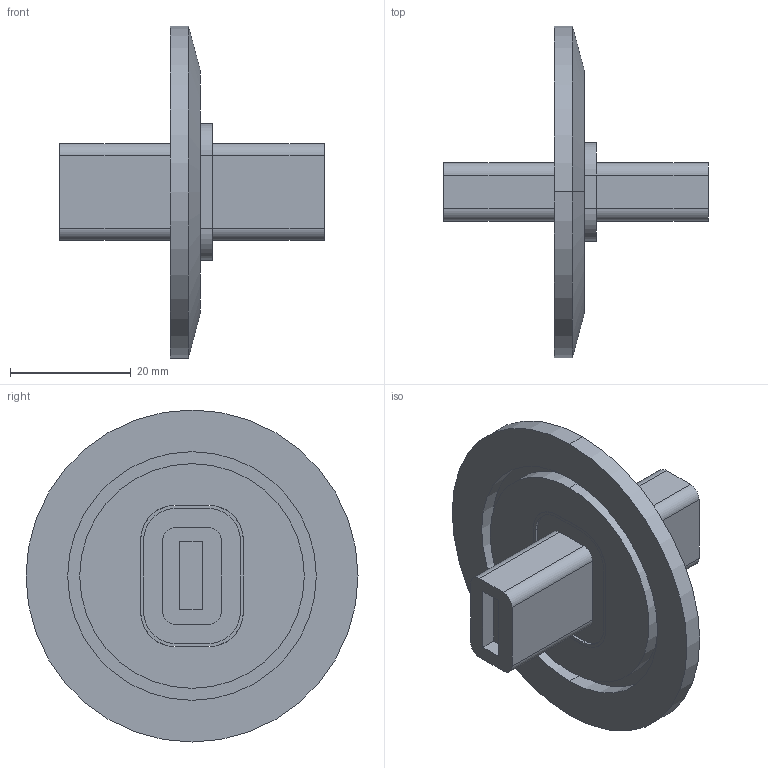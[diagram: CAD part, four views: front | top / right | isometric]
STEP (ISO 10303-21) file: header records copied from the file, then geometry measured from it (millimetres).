
FILE_DESCRIPTION (( 'STEP AP214' ), '1' );
FILE_NAME ('223-USB-A-K40.STEP', '2021-06-03T09:58:35', ( '' ), ( '' ), 'SwSTEP 2.0', 'SolidWorks 2017', '' );
FILE_SCHEMA (( 'AUTOMOTIVE_DESIGN' ));
Length unit declared in the file: millimetre
Products named in the file (3): 223-USB-A; 9223-USB-A-K40_431-KF40-B; 223-USB-A-K40
Assembly tree (2 placements, depth 2):
  223-USB-A-K40
    9223-USB-A-K40_431-KF40-B
    223-USB-A
Bounding box: 43.81 x 55 x 55 mm (x, y, z)
Volume: 15935 mm3; surface area: 8735.8 mm2
Topology: 2 solids, 2 shells, 76 faces, 190 edges, 126 vertices
Faces by surface type: plane 44, cylinder 30, cone 2
Entity records: 2394 total; most frequent: DIRECTION 414, CARTESIAN_POINT 397, ORIENTED_EDGE 380, EDGE_CURVE 190, AXIS2_PLACEMENT_3D 143, VECTOR 128, LINE 128, VERTEX_POINT 126
